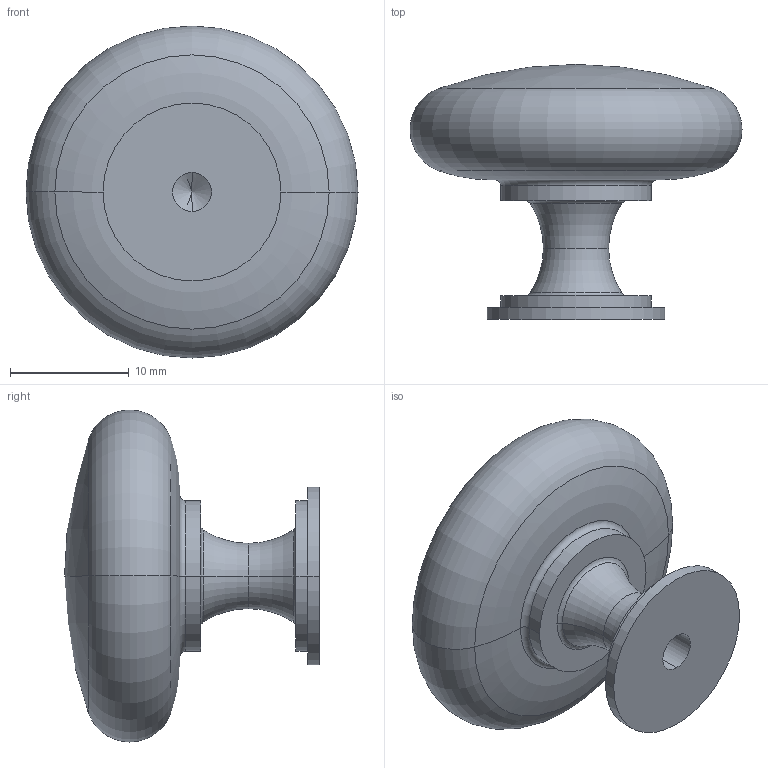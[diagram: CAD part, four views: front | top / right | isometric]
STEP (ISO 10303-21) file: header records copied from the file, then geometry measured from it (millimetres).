
FILE_DESCRIPTION (( 'STEP AP214' ), '1' );
FILE_NAME ('F003251_3D.step', '2022-08-15T13:05:56', ( '' ), ( '' ), 'SwSTEP 2.0', 'SolidWorks 2020', '' );
FILE_SCHEMA (( 'AUTOMOTIVE_DESIGN' ));
Length unit declared in the file: millimetre
Products named in the file (1): F003251_3D
Bounding box: 28 x 21.5 x 28 mm (x, y, z)
Volume: 5268 mm3; surface area: 2274.8 mm2
Topology: 1 solids, 1 shells, 30 faces, 60 edges, 34 vertices
Faces by surface type: torus 14, cylinder 8, plane 4, cone 2, sphere 2
Entity records: 834 total; most frequent: DIRECTION 168, CARTESIAN_POINT 123, ORIENTED_EDGE 116, AXIS2_PLACEMENT_3D 79, EDGE_CURVE 58, CIRCLE 48, EDGE_LOOP 34, VERTEX_POINT 34
